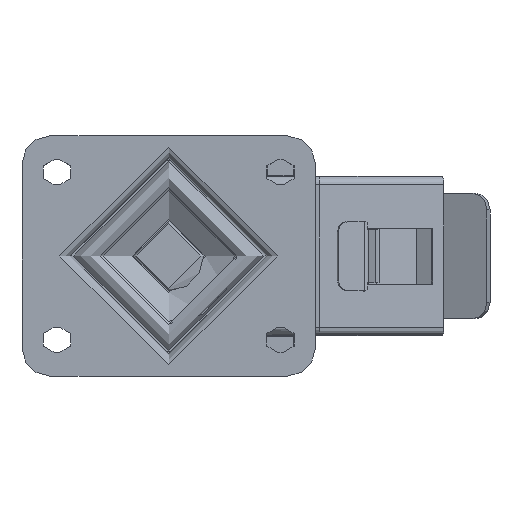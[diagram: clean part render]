
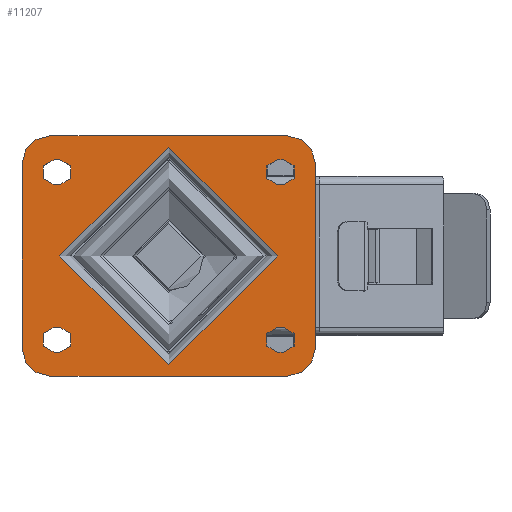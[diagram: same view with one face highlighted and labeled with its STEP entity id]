
A CAD part, top view. The second image highlights one B-rep face of the part: STEP entity #11207.
In plain terms, the highlighted planar face has unit normal (0, 0, 1).
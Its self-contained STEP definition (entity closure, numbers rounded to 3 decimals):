
#617=FACE_BOUND('',#3932,.T.);
#618=FACE_BOUND('',#3933,.T.);
#619=FACE_BOUND('',#3934,.T.);
#620=FACE_BOUND('',#3935,.T.);
#621=FACE_BOUND('',#3936,.T.);
#779=PLANE('',#12221);
#1306=LINE('',#17544,#2231);
#1307=LINE('',#17545,#2232);
#1308=LINE('',#17546,#2233);
#1309=LINE('',#17547,#2234);
#1310=LINE('',#17548,#2235);
#1311=LINE('',#17549,#2236);
#1312=LINE('',#17550,#2237);
#1313=LINE('',#17551,#2238);
#1314=LINE('',#17552,#2239);
#1315=LINE('',#17553,#2240);
#1316=LINE('',#17554,#2241);
#1317=LINE('',#17555,#2242);
#2231=VECTOR('',#13954,1000.);
#2232=VECTOR('',#13955,1000.);
#2233=VECTOR('',#13956,1000.);
#2234=VECTOR('',#13957,1000.);
#2235=VECTOR('',#13958,1000.);
#2236=VECTOR('',#13959,1000.);
#2237=VECTOR('',#13960,1000.);
#2238=VECTOR('',#13961,1000.);
#2239=VECTOR('',#13962,1000.);
#2240=VECTOR('',#13963,1000.);
#2241=VECTOR('',#13964,1000.);
#2242=VECTOR('',#13965,1000.);
#3271=FACE_OUTER_BOUND('',#3931,.T.);
#3931=EDGE_LOOP('',(#8462,#8463,#8464,#8465,#8466,#8467,#8468,#8469));
#3932=EDGE_LOOP('',(#8470));
#3933=EDGE_LOOP('',(#8471,#8472,#8473,#8474));
#3934=EDGE_LOOP('',(#8475,#8476,#8477,#8478));
#3935=EDGE_LOOP('',(#8479,#8480,#8481,#8482));
#3936=EDGE_LOOP('',(#8483,#8484,#8485,#8486));
#4483=CIRCLE('',#11894,4.5);
#4485=CIRCLE('',#11897,4.5);
#4487=CIRCLE('',#11900,4.5);
#4489=CIRCLE('',#11903,4.5);
#4491=CIRCLE('',#11906,4.5);
#4493=CIRCLE('',#11909,4.5);
#4495=CIRCLE('',#11912,4.5);
#4497=CIRCLE('',#11915,4.5);
#4498=CIRCLE('',#11917,10.);
#4500=CIRCLE('',#11920,10.);
#4502=CIRCLE('',#11923,10.);
#4504=CIRCLE('',#11926,10.);
#4514=CIRCLE('',#11940,39.);
#4933=VERTEX_POINT('',#16372);
#4934=VERTEX_POINT('',#16374);
#4937=VERTEX_POINT('',#16381);
#4938=VERTEX_POINT('',#16383);
#4941=VERTEX_POINT('',#16390);
#4942=VERTEX_POINT('',#16392);
#4945=VERTEX_POINT('',#16399);
#4946=VERTEX_POINT('',#16401);
#4949=VERTEX_POINT('',#16408);
#4950=VERTEX_POINT('',#16410);
#4953=VERTEX_POINT('',#16417);
#4954=VERTEX_POINT('',#16419);
#4957=VERTEX_POINT('',#16426);
#4958=VERTEX_POINT('',#16428);
#4961=VERTEX_POINT('',#16435);
#4962=VERTEX_POINT('',#16437);
#4963=VERTEX_POINT('',#16441);
#4964=VERTEX_POINT('',#16442);
#4967=VERTEX_POINT('',#16450);
#4968=VERTEX_POINT('',#16451);
#4971=VERTEX_POINT('',#16459);
#4972=VERTEX_POINT('',#16460);
#4975=VERTEX_POINT('',#16468);
#4976=VERTEX_POINT('',#16469);
#4985=VERTEX_POINT('',#16495);
#5999=EDGE_CURVE('',#4934,#4933,#4483,.T.);
#6003=EDGE_CURVE('',#4938,#4937,#4485,.T.);
#6007=EDGE_CURVE('',#4942,#4941,#4487,.T.);
#6011=EDGE_CURVE('',#4946,#4945,#4489,.T.);
#6015=EDGE_CURVE('',#4950,#4949,#4491,.T.);
#6019=EDGE_CURVE('',#4954,#4953,#4493,.T.);
#6023=EDGE_CURVE('',#4958,#4957,#4495,.T.);
#6027=EDGE_CURVE('',#4962,#4961,#4497,.T.);
#6029=EDGE_CURVE('',#4963,#4964,#4498,.T.);
#6033=EDGE_CURVE('',#4967,#4968,#4500,.T.);
#6037=EDGE_CURVE('',#4971,#4972,#4502,.T.);
#6041=EDGE_CURVE('',#4975,#4976,#4504,.T.);
#6054=EDGE_CURVE('',#4985,#4985,#4514,.T.);
#6419=EDGE_CURVE('',#4972,#4975,#1306,.T.);
#6420=EDGE_CURVE('',#4968,#4971,#1307,.T.);
#6421=EDGE_CURVE('',#4964,#4967,#1308,.T.);
#6422=EDGE_CURVE('',#4976,#4963,#1309,.T.);
#6423=EDGE_CURVE('',#4957,#4962,#1310,.T.);
#6424=EDGE_CURVE('',#4961,#4958,#1311,.T.);
#6425=EDGE_CURVE('',#4949,#4954,#1312,.T.);
#6426=EDGE_CURVE('',#4953,#4950,#1313,.T.);
#6427=EDGE_CURVE('',#4941,#4946,#1314,.T.);
#6428=EDGE_CURVE('',#4945,#4942,#1315,.T.);
#6429=EDGE_CURVE('',#4933,#4938,#1316,.T.);
#6430=EDGE_CURVE('',#4937,#4934,#1317,.T.);
#8462=ORIENTED_EDGE('',*,*,#6041,.F.);
#8463=ORIENTED_EDGE('',*,*,#6419,.F.);
#8464=ORIENTED_EDGE('',*,*,#6037,.F.);
#8465=ORIENTED_EDGE('',*,*,#6420,.F.);
#8466=ORIENTED_EDGE('',*,*,#6033,.F.);
#8467=ORIENTED_EDGE('',*,*,#6421,.F.);
#8468=ORIENTED_EDGE('',*,*,#6029,.F.);
#8469=ORIENTED_EDGE('',*,*,#6422,.F.);
#8470=ORIENTED_EDGE('',*,*,#6054,.F.);
#8471=ORIENTED_EDGE('',*,*,#6423,.T.);
#8472=ORIENTED_EDGE('',*,*,#6027,.T.);
#8473=ORIENTED_EDGE('',*,*,#6424,.T.);
#8474=ORIENTED_EDGE('',*,*,#6023,.T.);
#8475=ORIENTED_EDGE('',*,*,#6425,.T.);
#8476=ORIENTED_EDGE('',*,*,#6019,.T.);
#8477=ORIENTED_EDGE('',*,*,#6426,.T.);
#8478=ORIENTED_EDGE('',*,*,#6015,.T.);
#8479=ORIENTED_EDGE('',*,*,#6427,.T.);
#8480=ORIENTED_EDGE('',*,*,#6011,.T.);
#8481=ORIENTED_EDGE('',*,*,#6428,.T.);
#8482=ORIENTED_EDGE('',*,*,#6007,.T.);
#8483=ORIENTED_EDGE('',*,*,#6429,.T.);
#8484=ORIENTED_EDGE('',*,*,#6003,.T.);
#8485=ORIENTED_EDGE('',*,*,#6430,.T.);
#8486=ORIENTED_EDGE('',*,*,#5999,.T.);
#11207=ADVANCED_FACE('',(#3271,#617,#618,#619,#620,#621),#779,.T.);
#11894=AXIS2_PLACEMENT_3D('',#16375,#13088,#13089);
#11897=AXIS2_PLACEMENT_3D('',#16384,#13096,#13097);
#11900=AXIS2_PLACEMENT_3D('',#16393,#13104,#13105);
#11903=AXIS2_PLACEMENT_3D('',#16402,#13112,#13113);
#11906=AXIS2_PLACEMENT_3D('',#16411,#13120,#13121);
#11909=AXIS2_PLACEMENT_3D('',#16420,#13128,#13129);
#11912=AXIS2_PLACEMENT_3D('',#16429,#13136,#13137);
#11915=AXIS2_PLACEMENT_3D('',#16438,#13144,#13145);
#11917=AXIS2_PLACEMENT_3D('',#16443,#13149,#13150);
#11920=AXIS2_PLACEMENT_3D('',#16452,#13157,#13158);
#11923=AXIS2_PLACEMENT_3D('',#16461,#13165,#13166);
#11926=AXIS2_PLACEMENT_3D('',#16470,#13173,#13174);
#11940=AXIS2_PLACEMENT_3D('',#16496,#13204,#13205);
#12221=AXIS2_PLACEMENT_3D('',#17543,#13952,#13953);
#13088=DIRECTION('center_axis',(0.,0.,-1.));
#13089=DIRECTION('ref_axis',(1.,0.,0.));
#13096=DIRECTION('center_axis',(0.,0.,-1.));
#13097=DIRECTION('ref_axis',(-1.,0.,0.));
#13104=DIRECTION('center_axis',(0.,0.,-1.));
#13105=DIRECTION('ref_axis',(1.,0.,0.));
#13112=DIRECTION('center_axis',(0.,0.,-1.));
#13113=DIRECTION('ref_axis',(-1.,0.,0.));
#13120=DIRECTION('center_axis',(0.,0.,-1.));
#13121=DIRECTION('ref_axis',(-1.,0.,0.));
#13128=DIRECTION('center_axis',(0.,0.,-1.));
#13129=DIRECTION('ref_axis',(1.,0.,0.));
#13136=DIRECTION('center_axis',(0.,0.,-1.));
#13137=DIRECTION('ref_axis',(-1.,0.,0.));
#13144=DIRECTION('center_axis',(0.,0.,-1.));
#13145=DIRECTION('ref_axis',(1.,0.,0.));
#13149=DIRECTION('center_axis',(0.,0.,-1.));
#13150=DIRECTION('ref_axis',(-0.707,0.707,0.));
#13157=DIRECTION('center_axis',(0.,0.,-1.));
#13158=DIRECTION('ref_axis',(0.707,0.707,0.));
#13165=DIRECTION('center_axis',(0.,0.,-1.));
#13166=DIRECTION('ref_axis',(0.707,-0.707,0.));
#13173=DIRECTION('center_axis',(0.,0.,-1.));
#13174=DIRECTION('ref_axis',(-0.707,-0.707,0.));
#13204=DIRECTION('center_axis',(0.,0.,1.));
#13205=DIRECTION('ref_axis',(0.,-1.,0.));
#13952=DIRECTION('center_axis',(0.,0.,1.));
#13953=DIRECTION('ref_axis',(1.,0.,0.));
#13954=DIRECTION('',(-1.,0.,0.));
#13955=DIRECTION('',(0.,-1.,0.));
#13956=DIRECTION('',(1.,0.,0.));
#13957=DIRECTION('',(0.,1.,0.));
#13958=DIRECTION('',(-1.,0.,0.));
#13959=DIRECTION('',(1.,0.,0.));
#13960=DIRECTION('',(-1.,0.,0.));
#13961=DIRECTION('',(1.,0.,0.));
#13962=DIRECTION('',(1.,0.,0.));
#13963=DIRECTION('',(-1.,0.,0.));
#13964=DIRECTION('',(1.,0.,0.));
#13965=DIRECTION('',(-1.,0.,0.));
#16372=CARTESIAN_POINT('',(39.,-25.5,0.));
#16374=CARTESIAN_POINT('',(39.,-34.5,0.));
#16375=CARTESIAN_POINT('Origin',(39.,-30.,0.));
#16381=CARTESIAN_POINT('',(41.,-34.5,0.));
#16383=CARTESIAN_POINT('',(41.,-25.5,0.));
#16384=CARTESIAN_POINT('Origin',(41.,-30.,0.));
#16390=CARTESIAN_POINT('',(39.,34.5,0.));
#16392=CARTESIAN_POINT('',(39.,25.5,0.));
#16393=CARTESIAN_POINT('Origin',(39.,30.,0.));
#16399=CARTESIAN_POINT('',(41.,25.5,0.));
#16401=CARTESIAN_POINT('',(41.,34.5,0.));
#16402=CARTESIAN_POINT('Origin',(41.,30.,0.));
#16408=CARTESIAN_POINT('',(-39.,-34.5,0.));
#16410=CARTESIAN_POINT('',(-39.,-25.5,0.));
#16411=CARTESIAN_POINT('Origin',(-39.,-30.,0.));
#16417=CARTESIAN_POINT('',(-41.,-25.5,0.));
#16419=CARTESIAN_POINT('',(-41.,-34.5,0.));
#16420=CARTESIAN_POINT('Origin',(-41.,-30.,0.));
#16426=CARTESIAN_POINT('',(-39.,25.5,0.));
#16428=CARTESIAN_POINT('',(-39.,34.5,0.));
#16429=CARTESIAN_POINT('Origin',(-39.,30.,0.));
#16435=CARTESIAN_POINT('',(-41.,34.5,0.));
#16437=CARTESIAN_POINT('',(-41.,25.5,0.));
#16438=CARTESIAN_POINT('Origin',(-41.,30.,0.));
#16441=CARTESIAN_POINT('',(-52.5,33.,0.));
#16442=CARTESIAN_POINT('',(-42.5,43.,0.));
#16443=CARTESIAN_POINT('Origin',(-42.5,33.,0.));
#16450=CARTESIAN_POINT('',(42.5,43.,0.));
#16451=CARTESIAN_POINT('',(52.5,33.,0.));
#16452=CARTESIAN_POINT('Origin',(42.5,33.,0.));
#16459=CARTESIAN_POINT('',(52.5,-33.,0.));
#16460=CARTESIAN_POINT('',(42.5,-43.,0.));
#16461=CARTESIAN_POINT('Origin',(42.5,-33.,0.));
#16468=CARTESIAN_POINT('',(-42.5,-43.,0.));
#16469=CARTESIAN_POINT('',(-52.5,-33.,0.));
#16470=CARTESIAN_POINT('Origin',(-42.5,-33.,0.));
#16495=CARTESIAN_POINT('',(39.,0.,0.));
#16496=CARTESIAN_POINT('Origin',(0.,0.,0.));
#17543=CARTESIAN_POINT('Origin',(0.,0.,0.));
#17544=CARTESIAN_POINT('',(52.5,-43.,0.));
#17545=CARTESIAN_POINT('',(52.5,43.,0.));
#17546=CARTESIAN_POINT('',(-52.5,43.,0.));
#17547=CARTESIAN_POINT('',(-52.5,-43.,0.));
#17548=CARTESIAN_POINT('',(-41.,25.5,0.));
#17549=CARTESIAN_POINT('',(-41.,34.5,0.));
#17550=CARTESIAN_POINT('',(-41.,-34.5,0.));
#17551=CARTESIAN_POINT('',(-41.,-25.5,0.));
#17552=CARTESIAN_POINT('',(41.,34.5,0.));
#17553=CARTESIAN_POINT('',(41.,25.5,0.));
#17554=CARTESIAN_POINT('',(41.,-25.5,0.));
#17555=CARTESIAN_POINT('',(41.,-34.5,0.));
